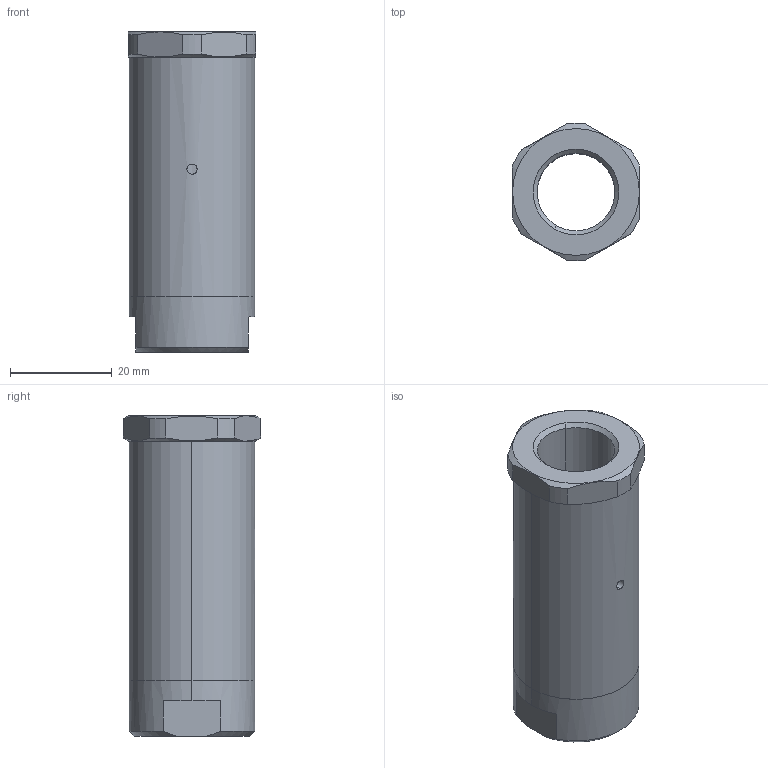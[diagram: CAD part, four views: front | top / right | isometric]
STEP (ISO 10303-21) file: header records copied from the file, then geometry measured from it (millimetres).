
FILE_DESCRIPTION (( 'STEP AP214' ), '1' );
FILE_NAME ('Toolreg F-F 3-8.STEP', '2011-06-07T15:36:11', ( ' ' ), ( '' ), 'SwSTEP 2.0', 'SolidWorks 2011', '' );
FILE_SCHEMA (( 'AUTOMOTIVE_DESIGN' ));
Length unit declared in the file: millimetre
Products named in the file (1): Toolreg F-F 3-8
Bounding box: 25.01 x 26.97 x 63 mm (x, y, z)
Surface area: 7262 mm2 (no closed solid volume)
Topology: 0 solids, 3 shells, 41 faces, 110 edges, 74 vertices
Faces by surface type: cylinder 16, plane 15, cone 10
Entity records: 1912 total; most frequent: CARTESIAN_POINT 410, DIRECTION 218, ORIENTED_EDGE 206, EDGE_CURVE 110, AXIS2_PLACEMENT_3D 90, VERTEX_POINT 74, CIRCLE 48, EDGE_LOOP 47
